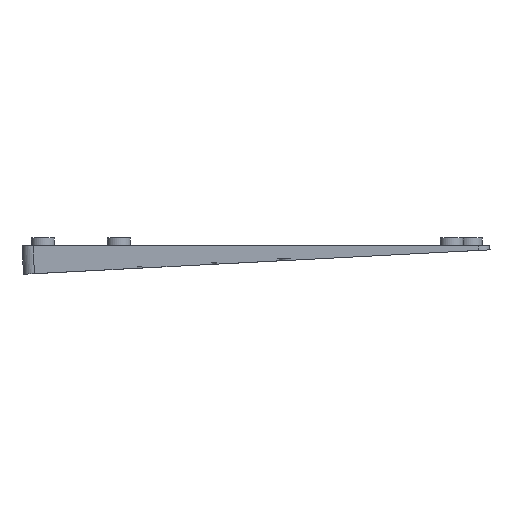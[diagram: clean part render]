
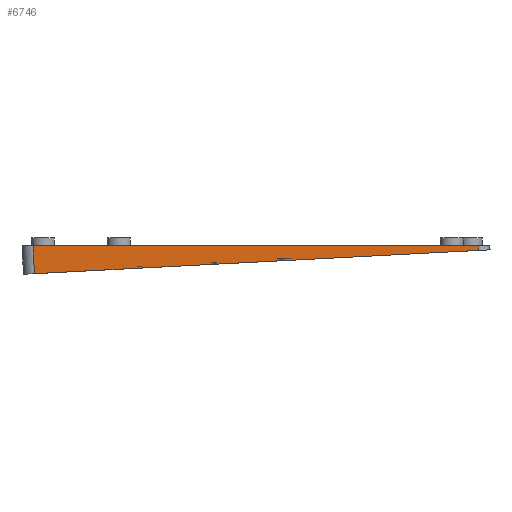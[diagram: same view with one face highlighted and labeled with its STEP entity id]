
A CAD part, left-side view. The second image highlights one B-rep face of the part: STEP entity #6746.
In plain terms, the highlighted planar face has unit normal (-1, 0, 0).
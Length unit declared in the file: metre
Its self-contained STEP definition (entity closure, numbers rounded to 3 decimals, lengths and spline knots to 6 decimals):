
#458=ORIENTED_EDGE('',*,*,#2390,.F.);
#459=ORIENTED_EDGE('',*,*,#2391,.T.);
#460=ORIENTED_EDGE('',*,*,#2358,.F.);
#461=ORIENTED_EDGE('',*,*,#2392,.T.);
#462=ORIENTED_EDGE('',*,*,#2393,.F.);
#463=ORIENTED_EDGE('',*,*,#2394,.F.);
#464=ORIENTED_EDGE('',*,*,#2309,.F.);
#465=ORIENTED_EDGE('',*,*,#2395,.F.);
#466=ORIENTED_EDGE('',*,*,#2396,.F.);
#467=ORIENTED_EDGE('',*,*,#2397,.T.);
#468=ORIENTED_EDGE('',*,*,#2376,.F.);
#469=ORIENTED_EDGE('',*,*,#2398,.F.);
#470=ORIENTED_EDGE('',*,*,#2399,.F.);
#471=ORIENTED_EDGE('',*,*,#2400,.T.);
#472=ORIENTED_EDGE('',*,*,#2303,.F.);
#473=ORIENTED_EDGE('',*,*,#2401,.F.);
#2303=EDGE_CURVE('',#3270,#3272,#3925,.T.);
#2309=EDGE_CURVE('',#3277,#3278,#3929,.T.);
#2358=EDGE_CURVE('',#3326,#3327,#3961,.T.);
#2376=EDGE_CURVE('',#3344,#3345,#3975,.T.);
#2390=EDGE_CURVE('',#3354,#3355,#3989,.T.);
#2391=EDGE_CURVE('',#3354,#3327,#3990,.T.);
#2392=EDGE_CURVE('',#3326,#3356,#3991,.T.);
#2393=EDGE_CURVE('',#3357,#3356,#3992,.T.);
#2394=EDGE_CURVE('',#3278,#3357,#3993,.T.);
#2395=EDGE_CURVE('',#3358,#3277,#3994,.T.);
#2396=EDGE_CURVE('',#3359,#3358,#3995,.T.);
#2397=EDGE_CURVE('',#3359,#3345,#3996,.T.);
#2398=EDGE_CURVE('',#3360,#3344,#3997,.T.);
#2399=EDGE_CURVE('',#3361,#3360,#3998,.T.);
#2400=EDGE_CURVE('',#3361,#3272,#3999,.T.);
#2401=EDGE_CURVE('',#3355,#3270,#4000,.T.);
#3270=VERTEX_POINT('',#9840);
#3272=VERTEX_POINT('',#9843);
#3277=VERTEX_POINT('',#9853);
#3278=VERTEX_POINT('',#9855);
#3326=VERTEX_POINT('',#9953);
#3327=VERTEX_POINT('',#9954);
#3344=VERTEX_POINT('',#9990);
#3345=VERTEX_POINT('',#9992);
#3354=VERTEX_POINT('',#10017);
#3355=VERTEX_POINT('',#10018);
#3356=VERTEX_POINT('',#10021);
#3357=VERTEX_POINT('',#10023);
#3358=VERTEX_POINT('',#10026);
#3359=VERTEX_POINT('',#10028);
#3360=VERTEX_POINT('',#10031);
#3361=VERTEX_POINT('',#10033);
#3925=LINE('',#9842,#4741);
#3929=LINE('',#9854,#4745);
#3961=LINE('',#9952,#4777);
#3975=LINE('',#9991,#4791);
#3989=LINE('',#10016,#4805);
#3990=LINE('',#10019,#4806);
#3991=LINE('',#10020,#4807);
#3992=LINE('',#10022,#4808);
#3993=LINE('',#10024,#4809);
#3994=LINE('',#10025,#4810);
#3995=LINE('',#10027,#4811);
#3996=LINE('',#10029,#4812);
#3997=LINE('',#10030,#4813);
#3998=LINE('',#10032,#4814);
#3999=LINE('',#10034,#4815);
#4000=LINE('',#10035,#4816);
#4741=VECTOR('',#7827,1.);
#4745=VECTOR('',#7835,1.);
#4777=VECTOR('',#7903,1.);
#4791=VECTOR('',#7929,1.);
#4805=VECTOR('',#7947,1.);
#4806=VECTOR('',#7948,1.);
#4807=VECTOR('',#7949,1.);
#4808=VECTOR('',#7950,1.);
#4809=VECTOR('',#7951,1.);
#4810=VECTOR('',#7952,1.);
#4811=VECTOR('',#7953,1.);
#4812=VECTOR('',#7954,1.);
#4813=VECTOR('',#7955,1.);
#4814=VECTOR('',#7956,1.);
#4815=VECTOR('',#7957,1.);
#4816=VECTOR('',#7958,1.);
#5472=EDGE_LOOP('',(#458,#459,#460,#461,#462,#463,#464,#465,#466,#467,#468,
#469,#470,#471,#472,#473));
#5964=FACE_BOUND('',#5472,.T.);
#6434=PLANE('',#7184);
#6746=ADVANCED_FACE('',(#5964),#6434,.T.);
#7184=AXIS2_PLACEMENT_3D('',#10015,#7945,#7946);
#7827=DIRECTION('',(0.,0.999,-0.052));
#7835=DIRECTION('',(0.,0.999,-0.052));
#7903=DIRECTION('',(0.,0.999,-0.052));
#7929=DIRECTION('',(0.,0.999,-0.052));
#7945=DIRECTION('',(-1.,0.,0.));
#7946=DIRECTION('',(0.,-1.,0.));
#7947=DIRECTION('',(0.,0.999,-0.052));
#7948=DIRECTION('',(0.,-0.052,-0.999));
#7949=DIRECTION('',(0.,0.052,0.999));
#7950=DIRECTION('',(0.,-1.,0.));
#7951=DIRECTION('',(0.,0.052,0.999));
#7952=DIRECTION('',(0.,-0.052,-0.999));
#7953=DIRECTION('',(0.,0.999,-0.052));
#7954=DIRECTION('',(0.,-0.052,-0.999));
#7955=DIRECTION('',(0.,-0.052,-0.999));
#7956=DIRECTION('',(0.,0.999,-0.052));
#7957=DIRECTION('',(0.,-0.052,-0.999));
#7958=DIRECTION('',(0.,-0.052,-0.999));
#9840=CARTESIAN_POINT('',(-0.008425,0.039708,-0.02329));
#9842=CARTESIAN_POINT('',(-0.008425,0.045244,-0.02358));
#9843=CARTESIAN_POINT('',(-0.008425,0.05523,-0.024104));
#9853=CARTESIAN_POINT('',(-0.008425,0.075203,-0.02515));
#9854=CARTESIAN_POINT('',(-0.008425,0.045244,-0.02358));
#9855=CARTESIAN_POINT('',(-0.008425,0.100925,-0.026498));
#9952=CARTESIAN_POINT('',(-0.008425,0.045244,-0.02358));
#9953=CARTESIAN_POINT('',(-0.008425,-0.010438,-0.020662));
#9954=CARTESIAN_POINT('',(-0.008425,0.036855,-0.023141));
#9990=CARTESIAN_POINT('',(-0.008425,0.056428,-0.024166));
#9991=CARTESIAN_POINT('',(-0.008425,0.045244,-0.02358));
#9992=CARTESIAN_POINT('',(-0.008425,0.074004,-0.025087));
#10015=CARTESIAN_POINT('',(-0.008425,0.045083,-0.026645));
#10016=CARTESIAN_POINT('',(-0.008425,0.04527,-0.023081));
#10017=CARTESIAN_POINT('',(-0.008425,0.036881,-0.022641));
#10018=CARTESIAN_POINT('',(-0.008425,0.039734,-0.022791));
#10019=CARTESIAN_POINT('',(-0.008425,0.036881,-0.022641));
#10020=CARTESIAN_POINT('',(-0.008425,-0.010751,-0.026645));
#10021=CARTESIAN_POINT('',(-0.008425,-0.010377,-0.0195));
#10022=CARTESIAN_POINT('',(-0.008425,0.045458,-0.0195));
#10023=CARTESIAN_POINT('',(-0.008425,0.101292,-0.0195));
#10024=CARTESIAN_POINT('',(-0.008425,0.100917,-0.026645));
#10025=CARTESIAN_POINT('',(-0.008425,0.075229,-0.024651));
#10026=CARTESIAN_POINT('',(-0.008425,0.075229,-0.024651));
#10027=CARTESIAN_POINT('',(-0.008425,0.04527,-0.023081));
#10028=CARTESIAN_POINT('',(-0.008425,0.07403,-0.024588));
#10029=CARTESIAN_POINT('',(-0.008425,0.07403,-0.024588));
#10030=CARTESIAN_POINT('',(-0.008425,0.056455,-0.023667));
#10031=CARTESIAN_POINT('',(-0.008425,0.056455,-0.023667));
#10032=CARTESIAN_POINT('',(-0.008425,0.04527,-0.023081));
#10033=CARTESIAN_POINT('',(-0.008425,0.055256,-0.023604));
#10034=CARTESIAN_POINT('',(-0.008425,0.055256,-0.023604));
#10035=CARTESIAN_POINT('',(-0.008425,0.039734,-0.022791));
